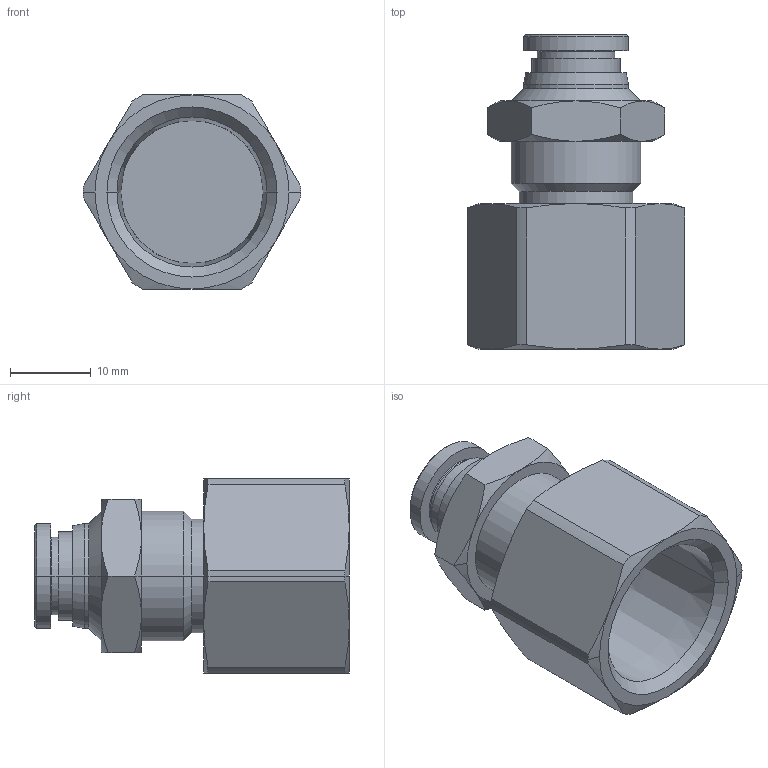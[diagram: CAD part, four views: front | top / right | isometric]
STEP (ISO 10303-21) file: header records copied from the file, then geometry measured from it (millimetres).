
FILE_DESCRIPTION((''),'2;1');
FILE_NAME('GPMF_0804(3D).stp','2012-12-24T17:00:35',(''),(''),'Mechanical Desktop.R8.0.24.0','Mechanical Desktop.R8.0.24.0',', , ');
FILE_SCHEMA(('CONFIG_CONTROL_DESIGN'));
Length unit declared in the file: millimetre
Products named in the file (2): GPMF_0804(3D); ºÎÇ°1
Assembly tree (1 placements, depth 2):
  GPMF_0804(3D)
    ºÎÇ°1
Bounding box: 26.9 x 38.9 x 24 mm (x, y, z)
Volume: 7810.7 mm3; surface area: 5096.6 mm2
Topology: 1 solids, 1 shells, 460 faces, 1256 edges, 822 vertices
Faces by surface type: plane 355, cone 48, cylinder 31, bspline 26
Entity records: 14735 total; most frequent: CARTESIAN_POINT 3078, ORIENTED_EDGE 2512, DIRECTION 2244, EDGE_CURVE 1256, VECTOR 1044, LINE 1044, VERTEX_POINT 822, AXIS2_PLACEMENT_3D 600
